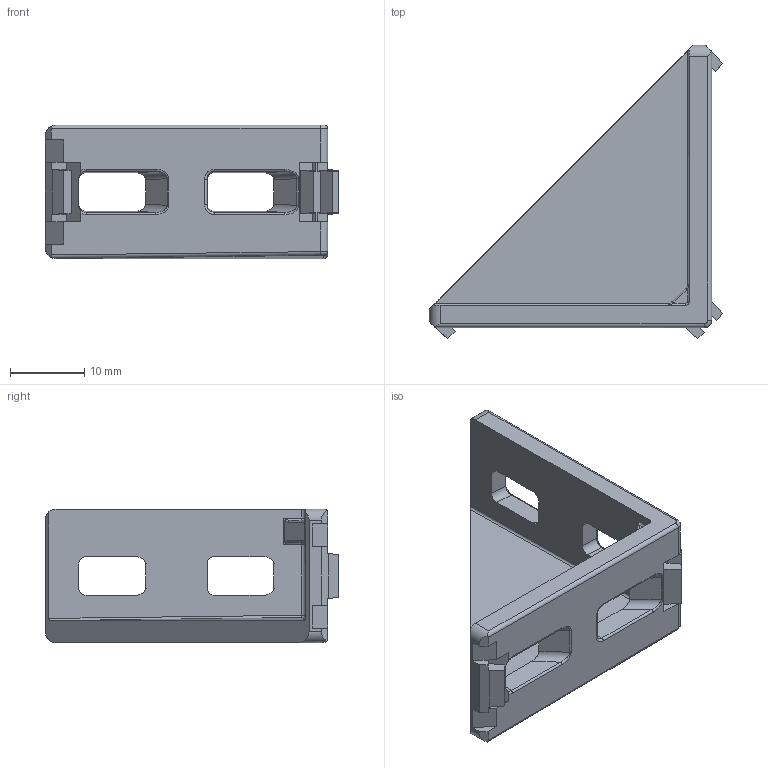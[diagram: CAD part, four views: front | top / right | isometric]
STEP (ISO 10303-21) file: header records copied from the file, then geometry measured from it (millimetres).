
FILE_DESCRIPTION(/* description */ (''),/* implementation_level */ '2;1');
FILE_NAME(/* name */ 'Syskomp 462523517 Winkel, 38x38x18mm, für M4, Nut 6, Alu-Druckguss, blank.stp',/* time_stamp */ '2014-06-05T10:06:51+02:00',/* author */ ('mstrom'),/* organization */ (''),/* preprocessor_version */ 'ST-DEVELOPER v15.2',/* originating_system */ 'Autodesk Inventor 2014',/* authorisation */ '0 mm^3');
FILE_SCHEMA (('AUTOMOTIVE_DESIGN { 1 0 10303 214 3 1 1 }'));
Length unit declared in the file: millimetre
Products named in the file (1): Syskomp 462523517 Winkel, 38x38x18mm, für M4, Nut 6, Alu-Druckgus
s, blank
Bounding box: 39.5 x 39.5 x 18 mm (x, y, z)
Volume: 4922.6 mm3; surface area: 4282.8 mm2
Topology: 1 solids, 1 shells, 167 faces, 447 edges, 278 vertices
Faces by surface type: plane 82, cylinder 52, bspline 33
Entity records: 6123 total; most frequent: CARTESIAN_POINT 1921, ORIENTED_EDGE 886, DIRECTION 770, EDGE_CURVE 443, LINE 282, VECTOR 282, VERTEX_POINT 278, AXIS2_PLACEMENT_3D 244
